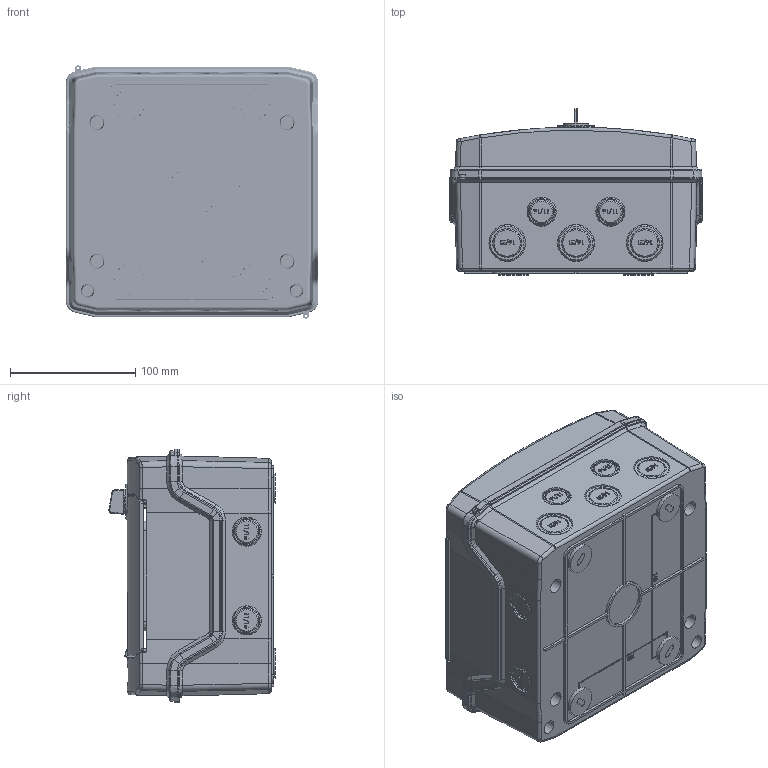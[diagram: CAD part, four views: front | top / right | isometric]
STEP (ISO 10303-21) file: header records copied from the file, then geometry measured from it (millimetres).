
FILE_DESCRIPTION (( 'STEP AP203' ), '1' );
FILE_NAME ('N8-D.STEP', '2020-05-05T13:18:54', ( '' ), ( '' ), 'SwSTEP 2.0', 'SolidWorks 2019', '' );
FILE_SCHEMA (( 'CONFIG_CONTROL_DESIGN' ));
Length unit declared in the file: millimetre
Products named in the file (21): Vrata N8-D; Vijak 30 (dno i maska); Mesing 04; Sina sabirnice N8-D; Sina + Osiguraci (N8-D); N8-D; Dno N8-D; osigurac 18; Sabirnica N8-D; Poklopac sabirnice Nx-D; Draft Brava (lock); Maska N8-D; Vijak 9.5 (dno i sina); Draft Kljuc (lock); Limena sina (N8-D); Sraf kleme; Osiguraci (N8-D)
Assembly tree (55 placements, depth 4):
  N8-D
    Dno N8-D
    Maska N8-D
    Vrata N8-D
    Sabirnica N8-D
      Sina sabirnice N8-D
      Mesing 04
        Mesing 04
        Sraf kleme  x4
      Poklopac sabirnice Nx-D  x4
      Mesing 04
        Mesing 04
        Sraf kleme  x4
      Mesing 04
        Mesing 04
        Sraf kleme  x4
      Mesing 04
        Mesing 04
        Sraf kleme  x4
    Draft Brava (lock)
    Draft Kljuc (lock)
    Sina + Osiguraci (N8-D)
      Limena sina (N8-D)
      Osiguraci (N8-D)
        osigurac 18  x8
    Vijak 9.5 (dno i sina)  x5
    Vijak 30 (dno i maska)  x4
Bounding box: 201.6 x 132.79 x 202.84 mm (x, y, z)
Volume: 1103993.9 mm3; surface area: 641946.3 mm2
Topology: 48 solids, 48 shells, 4348 faces, 11289 edges, 7224 vertices
Faces by surface type: plane 2440, bspline 852, cylinder 646, cone 321, torus 53, sphere 36
Full cylindrical faces by diameter (mm): 3.8 x4, 4.2 x16, 4.85 x16, 6 x16, 6.5 x16, 11.5 x1, 15 x2, 20 x1
Entity records: 126022 total; most frequent: CARTESIAN_POINT 57019, ORIENTED_EDGE 15004, DIRECTION 10938, EDGE_CURVE 7502, VERTEX_POINT 4846, VECTOR 4590, LINE 4590, EDGE_LOOP 3466
